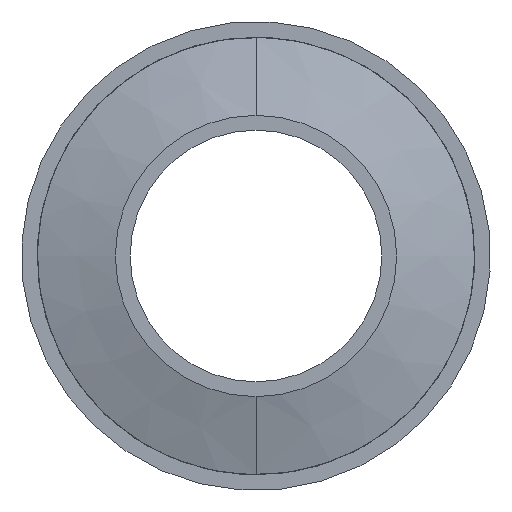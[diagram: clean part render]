
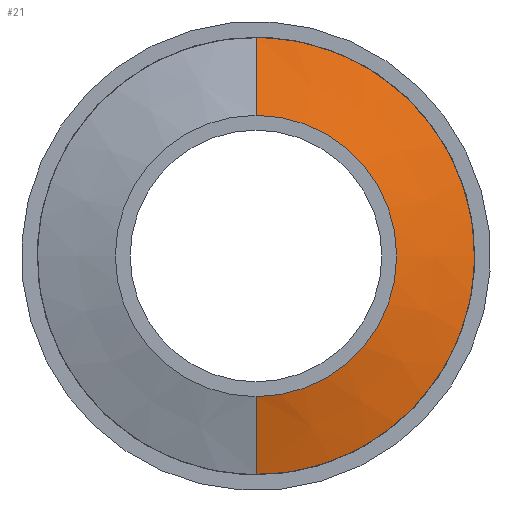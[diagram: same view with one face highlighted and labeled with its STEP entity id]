
A CAD part, front view. The second image highlights one B-rep face of the part: STEP entity #21.
In plain terms, the highlighted conical face has half-angle 73.301 degrees and reference radius 14 mm.
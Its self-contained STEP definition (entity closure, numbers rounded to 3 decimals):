
#21 = ADVANCED_FACE ( 'NONE', ( #174 ), #658, .T. ) ;
#48 = EDGE_CURVE ( 'NONE', #424, #426, #146, .T. ) ;
#49 = EDGE_CURVE ( 'NONE', #423, #424, #626, .T. ) ;
#50 = EDGE_CURVE ( 'NONE', #425, #426, #693, .T. ) ;
#51 = EDGE_CURVE ( 'NONE', #423, #425, #145, .T. ) ;
#145 = LINE ( 'NONE', #812, #633 ) ;
#146 = LINE ( 'NONE', #820, #625 ) ;
#174 = FACE_OUTER_BOUND ( 'NONE', #393, .T. ) ;
#334 = DIRECTION ( 'NONE',  ( 0., 0., 1. ) ) ;
#341 = CARTESIAN_POINT ( 'NONE',  ( 0., -3., 0. ) ) ;
#347 = DIRECTION ( 'NONE',  ( 0., 1., 0. ) ) ;
#393 = EDGE_LOOP ( 'NONE', ( #977, #983, #985, #982 ) ) ;
#423 = VERTEX_POINT ( 'NONE', #753 ) ;
#424 = VERTEX_POINT ( 'NONE', #762 ) ;
#425 = VERTEX_POINT ( 'NONE', #763 ) ;
#426 = VERTEX_POINT ( 'NONE', #761 ) ;
#625 = VECTOR ( 'NONE', #804, 1000. ) ;
#626 = CIRCLE ( 'NONE', #636, 9. ) ;
#633 = VECTOR ( 'NONE', #810, 1000. ) ;
#636 = AXIS2_PLACEMENT_3D ( 'NONE', #803, #799, #808 ) ;
#638 = AXIS2_PLACEMENT_3D ( 'NONE', #798, #809, #807 ) ;
#658 = CONICAL_SURFACE ( 'NONE', #662, 14., 1.279 ) ;
#662 = AXIS2_PLACEMENT_3D ( 'NONE', #341, #347, #334 ) ;
#693 = CIRCLE ( 'NONE', #638, 14. ) ;
#753 = CARTESIAN_POINT ( 'NONE',  ( 0., -4.5, 9. ) ) ;
#761 = CARTESIAN_POINT ( 'NONE',  ( 0., -3., -14. ) ) ;
#762 = CARTESIAN_POINT ( 'NONE',  ( 0., -4.5, -9. ) ) ;
#763 = CARTESIAN_POINT ( 'NONE',  ( 0., -3., 14. ) ) ;
#798 = CARTESIAN_POINT ( 'NONE',  ( 0., -3., 0. ) ) ;
#799 = DIRECTION ( 'NONE',  ( 0., 1., 0. ) ) ;
#803 = CARTESIAN_POINT ( 'NONE',  ( 0., -4.5, 0. ) ) ;
#804 = DIRECTION ( 'NONE',  ( 0., 0.287, -0.958 ) ) ;
#807 = DIRECTION ( 'NONE',  ( 0., 0., 1. ) ) ;
#808 = DIRECTION ( 'NONE',  ( 0., 0., 1. ) ) ;
#809 = DIRECTION ( 'NONE',  ( 0., 1., 0. ) ) ;
#810 = DIRECTION ( 'NONE',  ( 0., 0.287, 0.958 ) ) ;
#812 = CARTESIAN_POINT ( 'NONE',  ( 0., -3., 14. ) ) ;
#820 = CARTESIAN_POINT ( 'NONE',  ( 0., -3., -14. ) ) ;
#977 = ORIENTED_EDGE ( 'NONE', *, *, #49, .T. ) ;
#982 = ORIENTED_EDGE ( 'NONE', *, *, #51, .F. ) ;
#983 = ORIENTED_EDGE ( 'NONE', *, *, #48, .T. ) ;
#985 = ORIENTED_EDGE ( 'NONE', *, *, #50, .F. ) ;
